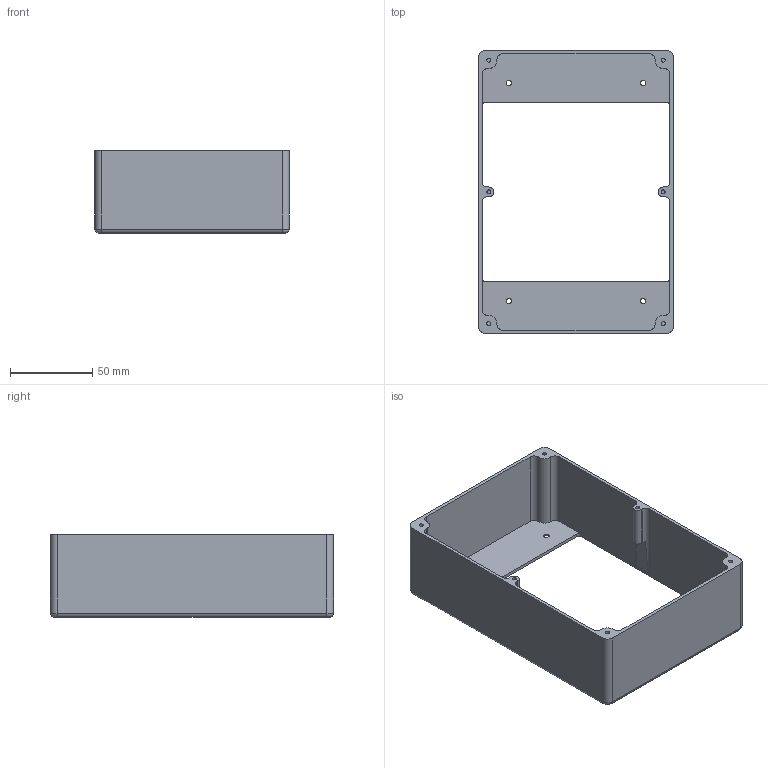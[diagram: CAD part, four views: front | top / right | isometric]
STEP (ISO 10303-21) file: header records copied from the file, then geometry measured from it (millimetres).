
FILE_DESCRIPTION(/* description */ (''),/* implementation_level */ '2;1');
FILE_NAME(/* name */ 'housing.step',/* time_stamp */ '2022-09-30T14:31:53+02:00',/* author */ (''),/* organization */ (''),/* preprocessor_version */ 'ST-DEVELOPER v19',/* originating_system */ 'Autodesk Translation Framework v11.7.0.108',/* authorisation */ '');
FILE_SCHEMA (('AUTOMOTIVE_DESIGN { 1 0 10303 214 3 1 1 }'));
Length unit declared in the file: millimetre
Products named in the file (1): Housing
Bounding box: 118 x 172 x 50 mm (x, y, z)
Volume: 86398.7 mm3; surface area: 72212.9 mm2
Topology: 1 solids, 1 shells, 87 faces, 228 edges, 148 vertices
Faces by surface type: cylinder 40, plane 39, cone 4, bspline 4
Full cylindrical faces by diameter (mm): 2.4 x6, 3.4 x4
Entity records: 2783 total; most frequent: CARTESIAN_POINT 516, DIRECTION 488, ORIENTED_EDGE 456, EDGE_CURVE 228, AXIS2_PLACEMENT_3D 180, VERTEX_POINT 148, LINE 128, VECTOR 128
